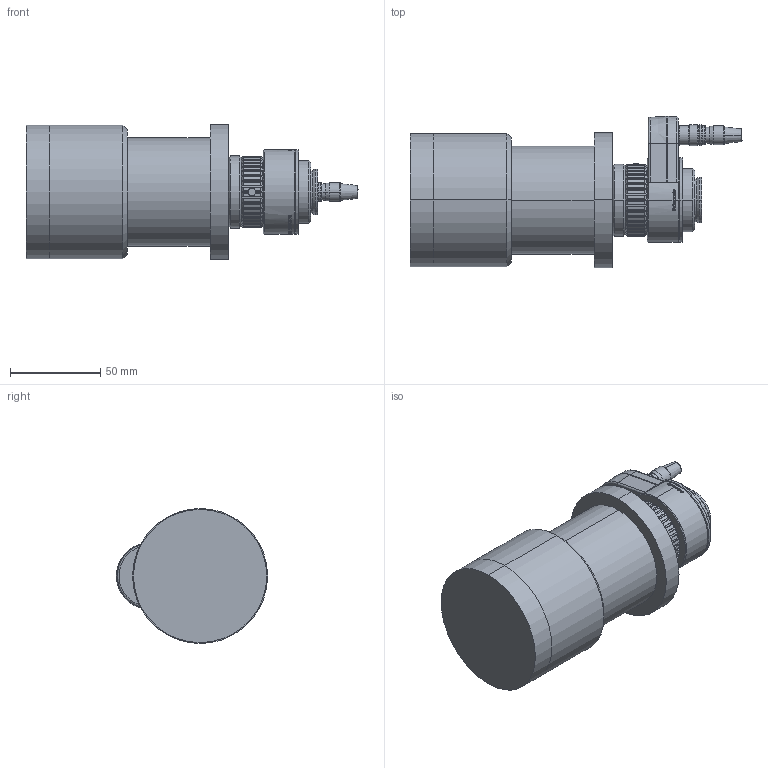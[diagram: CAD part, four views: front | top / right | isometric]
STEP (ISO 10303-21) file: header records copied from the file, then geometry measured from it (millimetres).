
FILE_DESCRIPTION (( 'STEP AP203' ), '1' );
FILE_NAME ('S5VPJ2898_01.STEP', '2017-05-04T06:05:27', ( '' ), ( '' ), 'SwSTEP 2.0', 'SolidWorks 2016', '' );
FILE_SCHEMA (( 'CONFIG_CONTROL_DESIGN' ));
Length unit declared in the file: millimetre
Products named in the file (1): S5VPJ2898_01
Bounding box: 184.35 x 84 x 75 mm (x, y, z)
Surface area: 56025.1 mm2 (no closed solid volume)
Topology: 0 solids, 8 shells, 1834 faces, 5183 edges, 3389 vertices
Faces by surface type: plane 1031, cylinder 399, bspline 263, cone 121, torus 20
Entity records: 85357 total; most frequent: CARTESIAN_POINT 40185, ORIENTED_EDGE 10350, DIRECTION 7960, EDGE_CURVE 5183, VERTEX_POINT 3389, VECTOR 3146, LINE 3146, AXIS2_PLACEMENT_3D 2407
